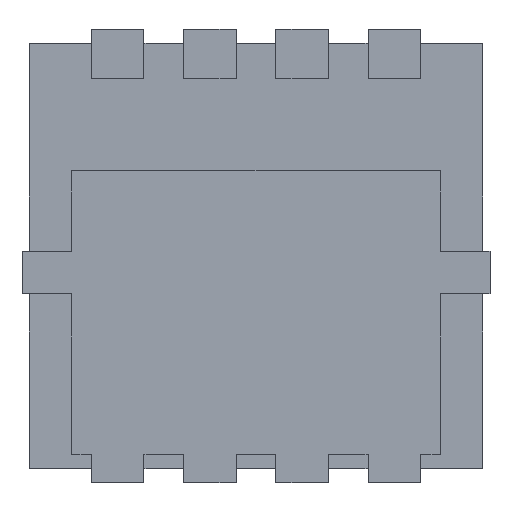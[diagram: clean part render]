
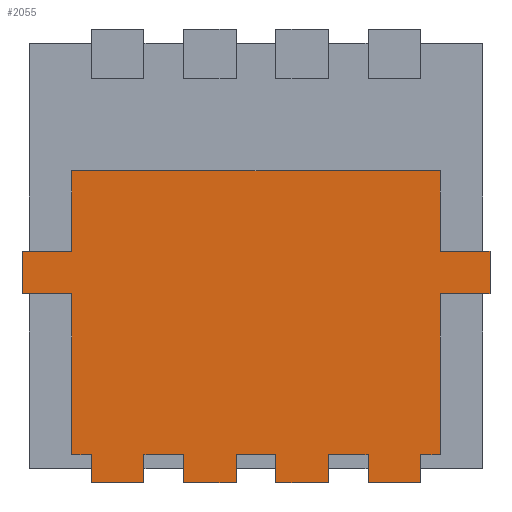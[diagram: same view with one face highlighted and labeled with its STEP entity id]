
A CAD part, front view. The second image highlights one B-rep face of the part: STEP entity #2055.
In plain terms, the highlighted planar face has unit normal (0, -1, 0).
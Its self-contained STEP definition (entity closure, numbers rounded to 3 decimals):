
#132=PLANE('',#2186);
#240=FACE_OUTER_BOUND('',#350,.T.);
#350=EDGE_LOOP('',(#1914,#1915,#1916,#1917,#1918,#1919,#1920,#1921,#1922,
#1923,#1924,#1925,#1926,#1927,#1928,#1929,#1930,#1931,#1932,#1933,#1934,
#1935,#1936,#1937,#1938,#1939,#1940,#1941));
#547=LINE('',#3103,#825);
#551=LINE('',#3111,#829);
#554=LINE('',#3117,#832);
#557=LINE('',#3123,#835);
#560=LINE('',#3129,#838);
#563=LINE('',#3135,#841);
#566=LINE('',#3141,#844);
#569=LINE('',#3147,#847);
#572=LINE('',#3153,#850);
#575=LINE('',#3159,#853);
#578=LINE('',#3165,#856);
#581=LINE('',#3171,#859);
#584=LINE('',#3177,#862);
#587=LINE('',#3183,#865);
#590=LINE('',#3189,#868);
#593=LINE('',#3195,#871);
#596=LINE('',#3201,#874);
#599=LINE('',#3207,#877);
#602=LINE('',#3213,#880);
#605=LINE('',#3219,#883);
#608=LINE('',#3225,#886);
#611=LINE('',#3231,#889);
#614=LINE('',#3237,#892);
#617=LINE('',#3243,#895);
#620=LINE('',#3249,#898);
#623=LINE('',#3255,#901);
#626=LINE('',#3261,#904);
#629=LINE('',#3266,#907);
#825=VECTOR('',#2545,10.);
#829=VECTOR('',#2551,10.);
#832=VECTOR('',#2556,10.);
#835=VECTOR('',#2561,10.);
#838=VECTOR('',#2566,10.);
#841=VECTOR('',#2571,10.);
#844=VECTOR('',#2576,10.);
#847=VECTOR('',#2581,10.);
#850=VECTOR('',#2586,10.);
#853=VECTOR('',#2591,10.);
#856=VECTOR('',#2596,10.);
#859=VECTOR('',#2601,10.);
#862=VECTOR('',#2606,10.);
#865=VECTOR('',#2611,10.);
#868=VECTOR('',#2616,10.);
#871=VECTOR('',#2621,10.);
#874=VECTOR('',#2626,10.);
#877=VECTOR('',#2631,10.);
#880=VECTOR('',#2636,10.);
#883=VECTOR('',#2641,10.);
#886=VECTOR('',#2646,10.);
#889=VECTOR('',#2651,10.);
#892=VECTOR('',#2656,10.);
#895=VECTOR('',#2661,10.);
#898=VECTOR('',#2666,10.);
#901=VECTOR('',#2671,10.);
#904=VECTOR('',#2676,10.);
#907=VECTOR('',#2681,10.);
#1044=VERTEX_POINT('',#3101);
#1045=VERTEX_POINT('',#3102);
#1048=VERTEX_POINT('',#3110);
#1050=VERTEX_POINT('',#3116);
#1052=VERTEX_POINT('',#3122);
#1054=VERTEX_POINT('',#3128);
#1056=VERTEX_POINT('',#3134);
#1058=VERTEX_POINT('',#3140);
#1060=VERTEX_POINT('',#3146);
#1062=VERTEX_POINT('',#3152);
#1064=VERTEX_POINT('',#3158);
#1066=VERTEX_POINT('',#3164);
#1068=VERTEX_POINT('',#3170);
#1070=VERTEX_POINT('',#3176);
#1072=VERTEX_POINT('',#3182);
#1074=VERTEX_POINT('',#3188);
#1076=VERTEX_POINT('',#3194);
#1078=VERTEX_POINT('',#3200);
#1080=VERTEX_POINT('',#3206);
#1082=VERTEX_POINT('',#3212);
#1084=VERTEX_POINT('',#3218);
#1086=VERTEX_POINT('',#3224);
#1088=VERTEX_POINT('',#3230);
#1090=VERTEX_POINT('',#3236);
#1092=VERTEX_POINT('',#3242);
#1094=VERTEX_POINT('',#3248);
#1096=VERTEX_POINT('',#3254);
#1098=VERTEX_POINT('',#3260);
#1297=EDGE_CURVE('',#1044,#1045,#547,.T.);
#1301=EDGE_CURVE('',#1044,#1048,#551,.T.);
#1304=EDGE_CURVE('',#1048,#1050,#554,.T.);
#1307=EDGE_CURVE('',#1050,#1052,#557,.T.);
#1310=EDGE_CURVE('',#1054,#1052,#560,.T.);
#1313=EDGE_CURVE('',#1056,#1054,#563,.T.);
#1316=EDGE_CURVE('',#1058,#1056,#566,.T.);
#1319=EDGE_CURVE('',#1058,#1060,#569,.T.);
#1322=EDGE_CURVE('',#1060,#1062,#572,.T.);
#1325=EDGE_CURVE('',#1062,#1064,#575,.T.);
#1328=EDGE_CURVE('',#1064,#1066,#578,.T.);
#1331=EDGE_CURVE('',#1066,#1068,#581,.T.);
#1334=EDGE_CURVE('',#1068,#1070,#584,.T.);
#1337=EDGE_CURVE('',#1070,#1072,#587,.T.);
#1340=EDGE_CURVE('',#1072,#1074,#590,.T.);
#1343=EDGE_CURVE('',#1074,#1076,#593,.T.);
#1346=EDGE_CURVE('',#1076,#1078,#596,.T.);
#1349=EDGE_CURVE('',#1078,#1080,#599,.T.);
#1352=EDGE_CURVE('',#1080,#1082,#602,.T.);
#1355=EDGE_CURVE('',#1082,#1084,#605,.T.);
#1358=EDGE_CURVE('',#1084,#1086,#608,.T.);
#1361=EDGE_CURVE('',#1086,#1088,#611,.T.);
#1364=EDGE_CURVE('',#1088,#1090,#614,.T.);
#1367=EDGE_CURVE('',#1090,#1092,#617,.T.);
#1370=EDGE_CURVE('',#1092,#1094,#620,.T.);
#1373=EDGE_CURVE('',#1094,#1096,#623,.T.);
#1376=EDGE_CURVE('',#1098,#1096,#626,.T.);
#1379=EDGE_CURVE('',#1045,#1098,#629,.T.);
#1914=ORIENTED_EDGE('',*,*,#1379,.F.);
#1915=ORIENTED_EDGE('',*,*,#1297,.F.);
#1916=ORIENTED_EDGE('',*,*,#1301,.T.);
#1917=ORIENTED_EDGE('',*,*,#1304,.T.);
#1918=ORIENTED_EDGE('',*,*,#1307,.T.);
#1919=ORIENTED_EDGE('',*,*,#1310,.F.);
#1920=ORIENTED_EDGE('',*,*,#1313,.F.);
#1921=ORIENTED_EDGE('',*,*,#1316,.F.);
#1922=ORIENTED_EDGE('',*,*,#1319,.T.);
#1923=ORIENTED_EDGE('',*,*,#1322,.T.);
#1924=ORIENTED_EDGE('',*,*,#1325,.T.);
#1925=ORIENTED_EDGE('',*,*,#1328,.T.);
#1926=ORIENTED_EDGE('',*,*,#1331,.T.);
#1927=ORIENTED_EDGE('',*,*,#1334,.T.);
#1928=ORIENTED_EDGE('',*,*,#1337,.T.);
#1929=ORIENTED_EDGE('',*,*,#1340,.T.);
#1930=ORIENTED_EDGE('',*,*,#1343,.T.);
#1931=ORIENTED_EDGE('',*,*,#1346,.T.);
#1932=ORIENTED_EDGE('',*,*,#1349,.T.);
#1933=ORIENTED_EDGE('',*,*,#1352,.T.);
#1934=ORIENTED_EDGE('',*,*,#1355,.T.);
#1935=ORIENTED_EDGE('',*,*,#1358,.T.);
#1936=ORIENTED_EDGE('',*,*,#1361,.T.);
#1937=ORIENTED_EDGE('',*,*,#1364,.T.);
#1938=ORIENTED_EDGE('',*,*,#1367,.T.);
#1939=ORIENTED_EDGE('',*,*,#1370,.T.);
#1940=ORIENTED_EDGE('',*,*,#1373,.T.);
#1941=ORIENTED_EDGE('',*,*,#1376,.F.);
#2055=ADVANCED_FACE('',(#240),#132,.F.);
#2186=AXIS2_PLACEMENT_3D('',#3269,#2685,#2686);
#2545=DIRECTION('',(1.,0.,0.));
#2551=DIRECTION('',(0.,0.,1.));
#2556=DIRECTION('',(-1.,0.,0.));
#2561=DIRECTION('',(0.,0.,-1.));
#2566=DIRECTION('',(1.,0.,0.));
#2571=DIRECTION('',(0.,0.,1.));
#2576=DIRECTION('',(-1.,0.,0.));
#2581=DIRECTION('',(0.,0.,-1.));
#2586=DIRECTION('',(1.,0.,0.));
#2591=DIRECTION('',(0.,0.,-1.));
#2596=DIRECTION('',(1.,0.,0.));
#2601=DIRECTION('',(0.,0.,1.));
#2606=DIRECTION('',(1.,0.,0.));
#2611=DIRECTION('',(0.,0.,-1.));
#2616=DIRECTION('',(1.,0.,0.));
#2621=DIRECTION('',(0.,0.,1.));
#2626=DIRECTION('',(1.,0.,0.));
#2631=DIRECTION('',(0.,0.,-1.));
#2636=DIRECTION('',(1.,0.,0.));
#2641=DIRECTION('',(0.,0.,1.));
#2646=DIRECTION('',(1.,0.,0.));
#2651=DIRECTION('',(0.,0.,-1.));
#2656=DIRECTION('',(1.,0.,0.));
#2661=DIRECTION('',(0.,0.,1.));
#2666=DIRECTION('',(1.,0.,0.));
#2671=DIRECTION('',(0.,0.,1.));
#2676=DIRECTION('',(-1.,0.,0.));
#2681=DIRECTION('',(0.,0.,-1.));
#2685=DIRECTION('center_axis',(0.,1.,0.));
#2686=DIRECTION('ref_axis',(1.,0.,0.));
#3101=CARTESIAN_POINT('',(1.3,0.,0.033));
#3102=CARTESIAN_POINT('',(1.65,0.,0.033));
#3103=CARTESIAN_POINT('',(-1.65,0.,0.033));
#3110=CARTESIAN_POINT('',(1.3,0.,0.6));
#3111=CARTESIAN_POINT('',(1.3,0.,-1.4));
#3116=CARTESIAN_POINT('',(-1.3,0.,0.6));
#3117=CARTESIAN_POINT('',(1.3,0.,0.6));
#3122=CARTESIAN_POINT('',(-1.3,0.,0.033));
#3123=CARTESIAN_POINT('',(-1.3,0.,0.6));
#3128=CARTESIAN_POINT('',(-1.65,0.,0.033));
#3129=CARTESIAN_POINT('',(-1.65,0.,0.033));
#3134=CARTESIAN_POINT('',(-1.65,0.,-0.267));
#3135=CARTESIAN_POINT('',(-1.65,0.,-0.267));
#3140=CARTESIAN_POINT('',(-1.3,0.,-0.267));
#3141=CARTESIAN_POINT('',(1.65,0.,-0.267));
#3146=CARTESIAN_POINT('',(-1.3,0.,-1.4));
#3147=CARTESIAN_POINT('',(-1.3,0.,0.6));
#3152=CARTESIAN_POINT('',(-1.16,0.,-1.4));
#3153=CARTESIAN_POINT('',(-1.3,0.,-1.4));
#3158=CARTESIAN_POINT('',(-1.16,0.,-1.6));
#3159=CARTESIAN_POINT('',(-1.16,0.,-1.25));
#3164=CARTESIAN_POINT('',(-0.79,0.,-1.6));
#3165=CARTESIAN_POINT('',(-1.16,0.,-1.6));
#3170=CARTESIAN_POINT('',(-0.79,0.,-1.4));
#3171=CARTESIAN_POINT('',(-0.79,0.,-1.6));
#3176=CARTESIAN_POINT('',(-0.51,0.,-1.4));
#3177=CARTESIAN_POINT('',(-1.3,0.,-1.4));
#3182=CARTESIAN_POINT('',(-0.51,0.,-1.6));
#3183=CARTESIAN_POINT('',(-0.51,0.,-1.25));
#3188=CARTESIAN_POINT('',(-0.14,0.,-1.6));
#3189=CARTESIAN_POINT('',(-0.51,0.,-1.6));
#3194=CARTESIAN_POINT('',(-0.14,0.,-1.4));
#3195=CARTESIAN_POINT('',(-0.14,0.,-1.6));
#3200=CARTESIAN_POINT('',(0.14,0.,-1.4));
#3201=CARTESIAN_POINT('',(-1.3,0.,-1.4));
#3206=CARTESIAN_POINT('',(0.14,0.,-1.6));
#3207=CARTESIAN_POINT('',(0.14,0.,-1.25));
#3212=CARTESIAN_POINT('',(0.51,0.,-1.6));
#3213=CARTESIAN_POINT('',(0.14,0.,-1.6));
#3218=CARTESIAN_POINT('',(0.51,0.,-1.4));
#3219=CARTESIAN_POINT('',(0.51,0.,-1.6));
#3224=CARTESIAN_POINT('',(0.79,0.,-1.4));
#3225=CARTESIAN_POINT('',(-1.3,0.,-1.4));
#3230=CARTESIAN_POINT('',(0.79,0.,-1.6));
#3231=CARTESIAN_POINT('',(0.79,0.,-1.25));
#3236=CARTESIAN_POINT('',(1.16,0.,-1.6));
#3237=CARTESIAN_POINT('',(0.79,0.,-1.6));
#3242=CARTESIAN_POINT('',(1.16,0.,-1.4));
#3243=CARTESIAN_POINT('',(1.16,0.,-1.6));
#3248=CARTESIAN_POINT('',(1.3,0.,-1.4));
#3249=CARTESIAN_POINT('',(-1.3,0.,-1.4));
#3254=CARTESIAN_POINT('',(1.3,0.,-0.267));
#3255=CARTESIAN_POINT('',(1.3,0.,-1.4));
#3260=CARTESIAN_POINT('',(1.65,0.,-0.267));
#3261=CARTESIAN_POINT('',(1.65,0.,-0.267));
#3266=CARTESIAN_POINT('',(1.65,0.,0.033));
#3269=CARTESIAN_POINT('Origin',(1.475,0.,-0.117));
